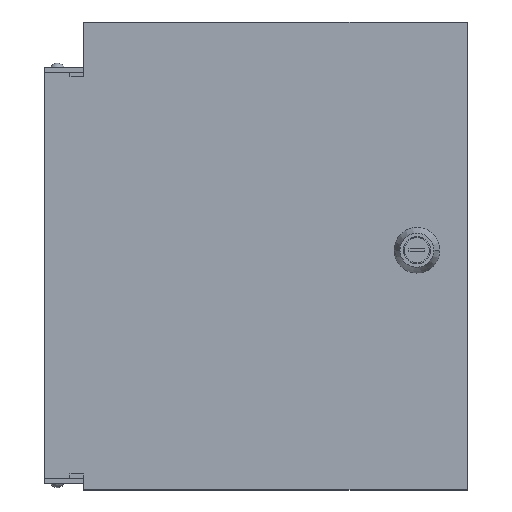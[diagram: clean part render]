
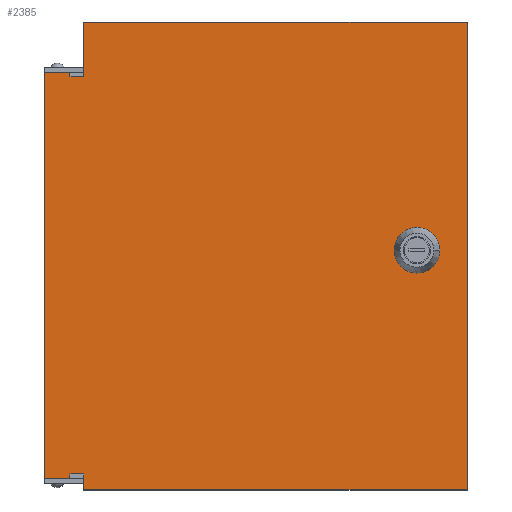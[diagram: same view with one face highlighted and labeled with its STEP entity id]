
A CAD part, top view. The second image highlights one B-rep face of the part: STEP entity #2385.
In plain terms, the highlighted planar face has unit normal (0, 0, 1).
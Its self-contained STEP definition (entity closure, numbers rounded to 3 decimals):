
#9 = ORIENTED_EDGE ( 'NONE', *, *, #3589, .T. ) ;
#37 = ORIENTED_EDGE ( 'NONE', *, *, #1178, .F. ) ;
#39 = CARTESIAN_POINT ( 'NONE',  ( -80., -89., 45. ) ) ;
#76 = VERTEX_POINT ( 'NONE', #1653 ) ;
#175 = VECTOR ( 'NONE', #1118, 1000. ) ;
#190 = ORIENTED_EDGE ( 'NONE', *, *, #2083, .F. ) ;
#206 = EDGE_CURVE ( 'NONE', #1290, #76, #3766, .T. ) ;
#287 = EDGE_CURVE ( 'NONE', #3260, #1919, #4165, .T. ) ;
#385 = CARTESIAN_POINT ( 'NONE',  ( 94., 111., 45. ) ) ;
#427 = DIRECTION ( 'NONE',  ( 0., -1., 0. ) ) ;
#429 = CARTESIAN_POINT ( 'NONE',  ( -91., -87., 45. ) ) ;
#438 = CARTESIAN_POINT ( 'NONE',  ( -74., 87., 45. ) ) ;
#450 = CARTESIAN_POINT ( 'NONE',  ( -80., 89., 45. ) ) ;
#507 = EDGE_CURVE ( 'NONE', #3260, #1413, #3734, .T. ) ;
#535 = ORIENTED_EDGE ( 'NONE', *, *, #2566, .T. ) ;
#584 = CARTESIAN_POINT ( 'NONE',  ( 62., 11., 45. ) ) ;
#608 = VERTEX_POINT ( 'NONE', #4785 ) ;
#620 = LINE ( 'NONE', #1398, #3571 ) ;
#627 = EDGE_LOOP ( 'NONE', ( #1878, #2657 ) ) ;
#660 = DIRECTION ( 'NONE',  ( -1., 0., 0. ) ) ;
#807 = ORIENTED_EDGE ( 'NONE', *, *, #2858, .T. ) ;
#828 = FACE_OUTER_BOUND ( 'NONE', #2330, .T. ) ;
#837 = VERTEX_POINT ( 'NONE', #3478 ) ;
#954 = ORIENTED_EDGE ( 'NONE', *, *, #287, .T. ) ;
#1050 = ORIENTED_EDGE ( 'NONE', *, *, #3114, .T. ) ;
#1106 = ORIENTED_EDGE ( 'NONE', *, *, #1757, .F. ) ;
#1118 = DIRECTION ( 'NONE',  ( 0., 1., 0. ) ) ;
#1178 = EDGE_CURVE ( 'NONE', #1413, #3903, #4434, .T. ) ;
#1197 = PLANE ( 'NONE',  #2610 ) ;
#1229 = DIRECTION ( 'NONE',  ( 0., -1., 0. ) ) ;
#1268 = CARTESIAN_POINT ( 'NONE',  ( -74., -94., 45. ) ) ;
#1290 = VERTEX_POINT ( 'NONE', #584 ) ;
#1307 = DIRECTION ( 'NONE',  ( -1., 0., 0. ) ) ;
#1310 = EDGE_CURVE ( 'NONE', #1919, #4273, #4789, .T. ) ;
#1326 = LINE ( 'NONE', #1500, #175 ) ;
#1327 = CARTESIAN_POINT ( 'NONE',  ( -74., -92., 45. ) ) ;
#1366 = DIRECTION ( 'NONE',  ( 1., 0., 0. ) ) ;
#1398 = CARTESIAN_POINT ( 'NONE',  ( -80., 89., 45. ) ) ;
#1413 = VERTEX_POINT ( 'NONE', #4674 ) ;
#1439 = CARTESIAN_POINT ( 'NONE',  ( -91., 87., 45. ) ) ;
#1500 = CARTESIAN_POINT ( 'NONE',  ( -80., -89., 45. ) ) ;
#1653 = CARTESIAN_POINT ( 'NONE',  ( 82., 11., 45. ) ) ;
#1655 = LINE ( 'NONE', #2470, #4673 ) ;
#1738 = DIRECTION ( 'NONE',  ( 1., 0., 0. ) ) ;
#1753 = EDGE_CURVE ( 'NONE', #2416, #608, #1655, .T. ) ;
#1757 = EDGE_CURVE ( 'NONE', #2744, #4322, #620, .T. ) ;
#1823 = CIRCLE ( 'NONE', #2314, 10. ) ;
#1878 = ORIENTED_EDGE ( 'NONE', *, *, #3850, .F. ) ;
#1888 = EDGE_CURVE ( 'NONE', #3991, #2416, #1326, .T. ) ;
#1919 = VERTEX_POINT ( 'NONE', #3412 ) ;
#1950 = DIRECTION ( 'NONE',  ( 0., 0., 1. ) ) ;
#1969 = DIRECTION ( 'NONE',  ( -1., 0., 0. ) ) ;
#2046 = VERTEX_POINT ( 'NONE', #3130 ) ;
#2083 = EDGE_CURVE ( 'NONE', #4322, #837, #3543, .T. ) ;
#2269 = VECTOR ( 'NONE', #4157, 1000. ) ;
#2290 = ORIENTED_EDGE ( 'NONE', *, *, #1753, .T. ) ;
#2314 = AXIS2_PLACEMENT_3D ( 'NONE', #4225, #1950, #4602 ) ;
#2330 = EDGE_LOOP ( 'NONE', ( #807, #9, #3072, #2290, #535, #37, #2906, #954, #3805, #1050, #190, #1106 ) ) ;
#2378 = CARTESIAN_POINT ( 'NONE',  ( 72., 11., 45. ) ) ;
#2385 = ADVANCED_FACE ( 'NONE', ( #828, #4009 ), #1197, .F. ) ;
#2416 = VERTEX_POINT ( 'NONE', #3900 ) ;
#2447 = VECTOR ( 'NONE', #2459, 1000. ) ;
#2459 = DIRECTION ( 'NONE',  ( 0., -1., 0. ) ) ;
#2470 = CARTESIAN_POINT ( 'NONE',  ( -74., -87., 45. ) ) ;
#2566 = EDGE_CURVE ( 'NONE', #608, #3903, #3354, .T. ) ;
#2585 = CARTESIAN_POINT ( 'NONE',  ( -74., 87., 45. ) ) ;
#2610 = AXIS2_PLACEMENT_3D ( 'NONE', #3869, #4237, #1969 ) ;
#2641 = VECTOR ( 'NONE', #1229, 1000. ) ;
#2657 = ORIENTED_EDGE ( 'NONE', *, *, #206, .F. ) ;
#2661 = CARTESIAN_POINT ( 'NONE',  ( -91., 89., 45. ) ) ;
#2729 = DIRECTION ( 'NONE',  ( 1., 0., 0. ) ) ;
#2738 = DIRECTION ( 'NONE',  ( 0., -1., 0. ) ) ;
#2744 = VERTEX_POINT ( 'NONE', #2661 ) ;
#2745 = CARTESIAN_POINT ( 'NONE',  ( -74., -94., 45. ) ) ;
#2841 = VECTOR ( 'NONE', #2729, 1000. ) ;
#2858 = EDGE_CURVE ( 'NONE', #2744, #2046, #4393, .T. ) ;
#2906 = ORIENTED_EDGE ( 'NONE', *, *, #507, .F. ) ;
#2953 = LINE ( 'NONE', #39, #2841 ) ;
#2988 = LINE ( 'NONE', #1439, #4852 ) ;
#3050 = VECTOR ( 'NONE', #2738, 1000. ) ;
#3072 = ORIENTED_EDGE ( 'NONE', *, *, #1888, .T. ) ;
#3114 = EDGE_CURVE ( 'NONE', #4273, #837, #2988, .T. ) ;
#3130 = CARTESIAN_POINT ( 'NONE',  ( -91., -89., 45. ) ) ;
#3150 = DIRECTION ( 'NONE',  ( -1., 0., 0. ) ) ;
#3260 = VERTEX_POINT ( 'NONE', #3854 ) ;
#3264 = DIRECTION ( 'NONE',  ( 0., -1., 0. ) ) ;
#3354 = LINE ( 'NONE', #1327, #2447 ) ;
#3412 = CARTESIAN_POINT ( 'NONE',  ( -74., 111., 45. ) ) ;
#3478 = CARTESIAN_POINT ( 'NONE',  ( -80., 87., 45. ) ) ;
#3543 = LINE ( 'NONE', #450, #2641 ) ;
#3571 = VECTOR ( 'NONE', #1366, 1000. ) ;
#3589 = EDGE_CURVE ( 'NONE', #2046, #3991, #2953, .T. ) ;
#3734 = LINE ( 'NONE', #385, #4482 ) ;
#3766 = CIRCLE ( 'NONE', #3814, 10. ) ;
#3805 = ORIENTED_EDGE ( 'NONE', *, *, #1310, .T. ) ;
#3814 = AXIS2_PLACEMENT_3D ( 'NONE', #2378, #3902, #3150 ) ;
#3850 = EDGE_CURVE ( 'NONE', #76, #1290, #1823, .T. ) ;
#3854 = CARTESIAN_POINT ( 'NONE',  ( 94., 111., 45. ) ) ;
#3869 = CARTESIAN_POINT ( 'NONE',  ( 0., 0., 45. ) ) ;
#3900 = CARTESIAN_POINT ( 'NONE',  ( -80., -87., 45. ) ) ;
#3902 = DIRECTION ( 'NONE',  ( 0., 0., 1. ) ) ;
#3903 = VERTEX_POINT ( 'NONE', #2745 ) ;
#3935 = VECTOR ( 'NONE', #427, 1000. ) ;
#3991 = VERTEX_POINT ( 'NONE', #4730 ) ;
#4009 = FACE_BOUND ( 'NONE', #627, .T. ) ;
#4037 = CARTESIAN_POINT ( 'NONE',  ( -74., 111., 45. ) ) ;
#4157 = DIRECTION ( 'NONE',  ( -1., 0., 0. ) ) ;
#4165 = LINE ( 'NONE', #4037, #2269 ) ;
#4225 = CARTESIAN_POINT ( 'NONE',  ( 72., 11., 45. ) ) ;
#4237 = DIRECTION ( 'NONE',  ( 0., 0., -1. ) ) ;
#4273 = VERTEX_POINT ( 'NONE', #2585 ) ;
#4318 = VECTOR ( 'NONE', #1307, 1000. ) ;
#4322 = VERTEX_POINT ( 'NONE', #4480 ) ;
#4393 = LINE ( 'NONE', #429, #3050 ) ;
#4434 = LINE ( 'NONE', #1268, #4318 ) ;
#4480 = CARTESIAN_POINT ( 'NONE',  ( -80., 89., 45. ) ) ;
#4482 = VECTOR ( 'NONE', #3264, 1000. ) ;
#4602 = DIRECTION ( 'NONE',  ( -1., 0., 0. ) ) ;
#4673 = VECTOR ( 'NONE', #1738, 1000. ) ;
#4674 = CARTESIAN_POINT ( 'NONE',  ( 94., -94., 45. ) ) ;
#4730 = CARTESIAN_POINT ( 'NONE',  ( -80., -89., 45. ) ) ;
#4785 = CARTESIAN_POINT ( 'NONE',  ( -74., -87., 45. ) ) ;
#4789 = LINE ( 'NONE', #438, #3935 ) ;
#4852 = VECTOR ( 'NONE', #660, 1000. ) ;
